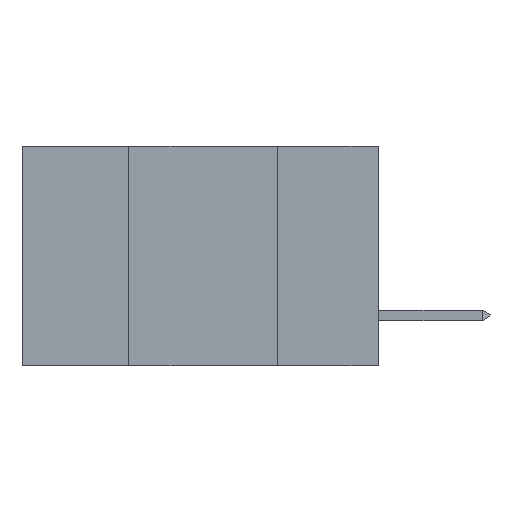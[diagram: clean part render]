
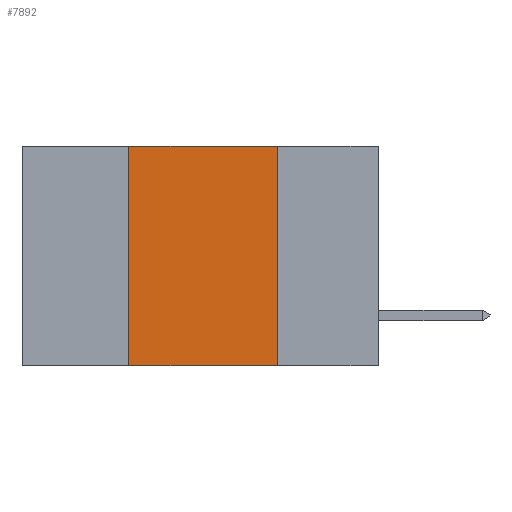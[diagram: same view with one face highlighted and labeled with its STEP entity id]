
A CAD part, left-side view. The second image highlights one B-rep face of the part: STEP entity #7892.
In plain terms, the highlighted planar face has unit normal (-1, 0, 0).
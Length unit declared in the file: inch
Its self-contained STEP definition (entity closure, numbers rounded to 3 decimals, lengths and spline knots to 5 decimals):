
#150 = DIRECTION ( 'NONE',  ( 1., 0., 0. ) ) ;
#445 = CARTESIAN_POINT ( 'NONE',  ( 0., 0.17, -0.37 ) ) ;
#692 = ORIENTED_EDGE ( 'NONE', *, *, #2010, .F. ) ;
#776 = DIRECTION ( 'NONE',  ( 0., 0., 1. ) ) ;
#952 = FACE_OUTER_BOUND ( 'NONE', #1639, .T. ) ;
#993 = DIRECTION ( 'NONE',  ( 0., 0., -1. ) ) ;
#1021 = DIRECTION ( 'NONE',  ( 0., -1., 0. ) ) ;
#1068 = EDGE_CURVE ( 'NONE', #8876, #7652, #1850, .T. ) ;
#1505 = DIRECTION ( 'NONE',  ( 0., -1., 0. ) ) ;
#1639 = EDGE_LOOP ( 'NONE', ( #3177, #692, #8711, #7800 ) ) ;
#1850 = LINE ( 'NONE', #6431, #7137 ) ;
#2010 = EDGE_CURVE ( 'NONE', #6619, #8876, #2258, .T. ) ;
#2168 = CARTESIAN_POINT ( 'NONE',  ( 0., 0.42, 0. ) ) ;
#2258 = LINE ( 'NONE', #5343, #9266 ) ;
#2909 = AXIS2_PLACEMENT_3D ( 'NONE', #3929, #150, #993 ) ;
#3102 = EDGE_CURVE ( 'NONE', #3399, #7652, #4838, .T. ) ;
#3125 = CARTESIAN_POINT ( 'NONE',  ( 0., 0.42, -0.37 ) ) ;
#3177 = ORIENTED_EDGE ( 'NONE', *, *, #1068, .F. ) ;
#3303 = CARTESIAN_POINT ( 'NONE',  ( 0., 0.17, 0. ) ) ;
#3399 = VERTEX_POINT ( 'NONE', #3125 ) ;
#3929 = CARTESIAN_POINT ( 'NONE',  ( 0., 0.6, 0. ) ) ;
#4614 = LINE ( 'NONE', #7719, #5329 ) ;
#4838 = LINE ( 'NONE', #7950, #9951 ) ;
#5329 = VECTOR ( 'NONE', #776, 39.37008 ) ;
#5343 = CARTESIAN_POINT ( 'NONE',  ( 0., 0.6, 0. ) ) ;
#5589 = DIRECTION ( 'NONE',  ( 0., 0., -1. ) ) ;
#6431 = CARTESIAN_POINT ( 'NONE',  ( 0., 0.17, -0.37 ) ) ;
#6619 = VERTEX_POINT ( 'NONE', #2168 ) ;
#7137 = VECTOR ( 'NONE', #5589, 39.37008 ) ;
#7185 = EDGE_CURVE ( 'NONE', #3399, #6619, #4614, .T. ) ;
#7652 = VERTEX_POINT ( 'NONE', #445 ) ;
#7719 = CARTESIAN_POINT ( 'NONE',  ( 0., 0.42, -0.37 ) ) ;
#7800 = ORIENTED_EDGE ( 'NONE', *, *, #3102, .T. ) ;
#7892 = ADVANCED_FACE ( 'NONE', ( #952 ), #9358, .F. ) ;
#7950 = CARTESIAN_POINT ( 'NONE',  ( 0., 0.6, -0.37 ) ) ;
#8711 = ORIENTED_EDGE ( 'NONE', *, *, #7185, .F. ) ;
#8876 = VERTEX_POINT ( 'NONE', #3303 ) ;
#9266 = VECTOR ( 'NONE', #1505, 39.37008 ) ;
#9358 = PLANE ( 'NONE',  #2909 ) ;
#9951 = VECTOR ( 'NONE', #1021, 39.37008 ) ;
